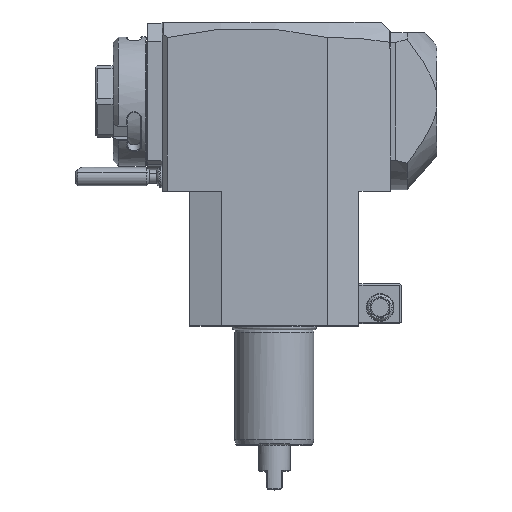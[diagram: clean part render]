
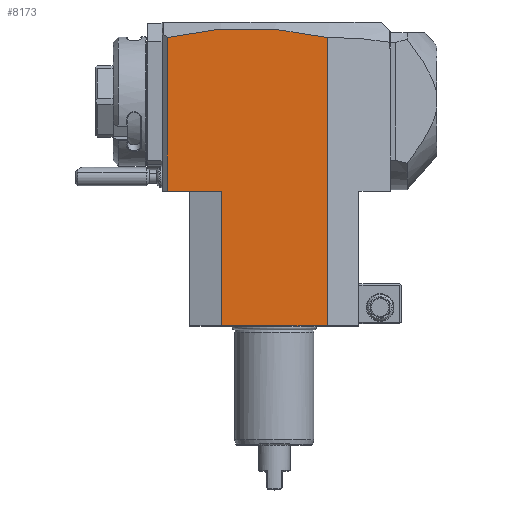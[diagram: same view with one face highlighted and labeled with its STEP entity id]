
A CAD part, top view. The second image highlights one B-rep face of the part: STEP entity #8173.
In plain terms, the highlighted planar face has unit normal (0, 0, 1).
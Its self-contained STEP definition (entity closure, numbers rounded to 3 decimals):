
#17=DIRECTION('',(-1.,0.,0.));
#18=VECTOR('',#17,40.);
#19=CARTESIAN_POINT('',(20.,0.,32.));
#20=LINE('',#19,#18);
#883=DIRECTION('',(0.,1.,0.));
#884=VECTOR('',#883,109.092);
#885=CARTESIAN_POINT('',(20.,0.,32.));
#886=LINE('',#885,#884);
#909=DIRECTION('',(-1.,0.,0.));
#910=VECTOR('',#909,20.5);
#911=CARTESIAN_POINT('',(-20.,51.,32.));
#912=LINE('',#911,#910);
#913=CARTESIAN_POINT('',(-40.5,109.133,32.));
#914=CARTESIAN_POINT('',(-35.458,110.345,32.));
#915=CARTESIAN_POINT('',(-25.373,112.145,32.));
#916=CARTESIAN_POINT('',(-10.247,113.032,32.));
#917=CARTESIAN_POINT('',(4.877,112.124,32.));
#918=CARTESIAN_POINT('',(14.959,110.311,32.));
#919=CARTESIAN_POINT('',(20.,109.092,32.));
#933=DIRECTION('',(0.,-1.,0.));
#934=VECTOR('',#933,58.133);
#935=CARTESIAN_POINT('',(-40.5,109.133,32.));
#936=LINE('',#935,#934);
#946=DIRECTION('',(0.,-1.,0.));
#947=VECTOR('',#946,51.);
#948=CARTESIAN_POINT('',(-20.,51.,32.));
#949=LINE('',#948,#947);
#6843=VERTEX_POINT('',#913);
#6844=VERTEX_POINT('',#919);
#7207=CARTESIAN_POINT('',(-40.5,51.,32.));
#7209=VERTEX_POINT('',#7207);
#7227=CARTESIAN_POINT('',(20.,0.,32.));
#7228=VERTEX_POINT('',#7227);
#7229=CARTESIAN_POINT('',(-20.,0.,32.));
#7230=VERTEX_POINT('',#7229);
#7387=CARTESIAN_POINT('',(-20.,51.,32.));
#7388=VERTEX_POINT('',#7387);
#8157=CARTESIAN_POINT('',(-35.103,51.,32.));
#8158=DIRECTION('',(0.,0.,1.));
#8159=DIRECTION('',(1.,0.,0.));
#8160=AXIS2_PLACEMENT_3D('',#8157,#8158,#8159);
#8161=PLANE('',#8160);
#8163=ORIENTED_EDGE('',*,*,#8162,.T.);
#8165=ORIENTED_EDGE('',*,*,#8164,.F.);
#8166=ORIENTED_EDGE('',*,*,#7610,.T.);
#8167=ORIENTED_EDGE('',*,*,#8145,.F.);
#8168=ORIENTED_EDGE('',*,*,#7402,.T.);
#8170=ORIENTED_EDGE('',*,*,#8169,.F.);
#8171=EDGE_LOOP('',(#8163,#8165,#8166,#8167,#8168,#8170));
#8172=FACE_OUTER_BOUND('',#8171,.F.);
#920=B_SPLINE_CURVE_WITH_KNOTS('',3,(#913,#914,#915,#916,#917,#918,#919),
.UNSPECIFIED.,.F.,.F.,(4,1,1,1,4),(0.,0.25,0.5,0.75,1.),
.UNSPECIFIED.);
#7402=EDGE_CURVE('',#7228,#7230,#20,.T.);
#7610=EDGE_CURVE('',#6843,#6844,#920,.T.);
#8145=EDGE_CURVE('',#7228,#6844,#886,.T.);
#8162=EDGE_CURVE('',#7388,#7209,#912,.T.);
#8164=EDGE_CURVE('',#6843,#7209,#936,.T.);
#8169=EDGE_CURVE('',#7388,#7230,#949,.T.);
#8173=ADVANCED_FACE('',(#8172),#8161,.T.);
